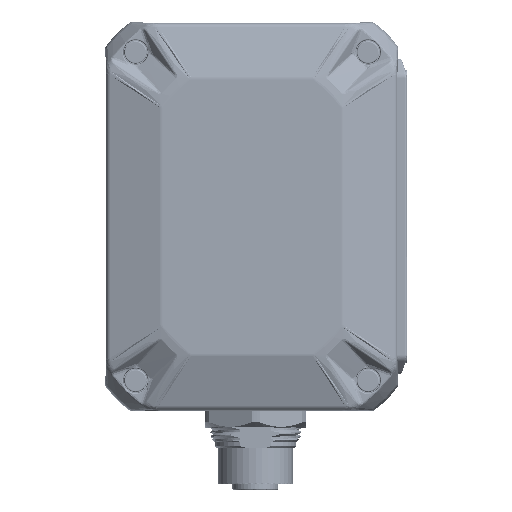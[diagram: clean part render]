
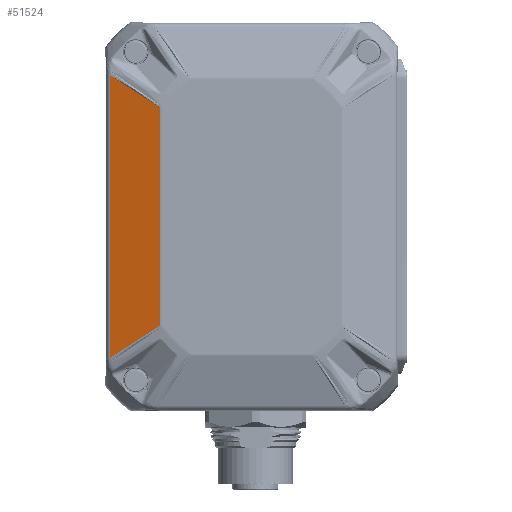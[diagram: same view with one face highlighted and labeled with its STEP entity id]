
A CAD part, left-side view. The second image highlights one B-rep face of the part: STEP entity #51524.
In plain terms, the highlighted cylindrical face has radius 59.763 mm (diameter 119.527 mm), a partial arc.
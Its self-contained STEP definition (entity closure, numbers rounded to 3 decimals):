
#29 = DIRECTION ( 'NONE',  ( 0., 0., -1. ) ) ;
#2009 = DIRECTION ( 'NONE',  ( -1., 0., 0. ) ) ;
#7943 = CARTESIAN_POINT ( 'NONE',  ( -26.888, 23.686, -24.118 ) ) ;
#11842 = CARTESIAN_POINT ( 'NONE',  ( -28.638, 17.72, -20.254 ) ) ;
#21365 = ORIENTED_EDGE ( 'NONE', *, *, #254175, .T. ) ;
#34667 = LINE ( 'NONE', #34753, #254892 ) ;
#34753 = CARTESIAN_POINT ( 'NONE',  ( -28.957, 16.205, -12.601 ) ) ;
#51524 = ADVANCED_FACE ( 'NONE', ( #87644 ), #137457, .T. ) ;
#52851 = EDGE_CURVE ( 'NONE', #157197, #121997, #119295, .T. ) ;
#76565 = CARTESIAN_POINT ( 'NONE',  ( -26.331, 25.149, 25.067 ) ) ;
#87644 = FACE_OUTER_BOUND ( 'NONE', #101544, .T. ) ;
#101544 = EDGE_LOOP ( 'NONE', ( #178223, #135705, #179052, #21365 ) ) ;
#103275 = CARTESIAN_POINT ( 'NONE',  ( -28.957, 16.205, -19.276 ) ) ;
#106918 = CARTESIAN_POINT ( 'NONE',  ( -28.957, 16.205, 19.276 ) ) ;
#119295 = LINE ( 'NONE', #231301, #286088 ) ;
#121997 = VERTEX_POINT ( 'NONE', #177844 ) ;
#122102 = CARTESIAN_POINT ( 'NONE',  ( -27.385, 22.206, -23.161 ) ) ;
#135705 = ORIENTED_EDGE ( 'NONE', *, *, #52851, .T. ) ;
#137457 = CYLINDRICAL_SURFACE ( 'NONE', #195327, 59.763 ) ;
#137945 = CARTESIAN_POINT ( 'NONE',  ( 29.524, 3.892, -12.601 ) ) ;
#152502 = CARTESIAN_POINT ( 'NONE',  ( -28.638, 17.72, 20.254 ) ) ;
#154777 = CARTESIAN_POINT ( 'NONE',  ( -28.957, 16.205, 19.276 ) ) ;
#157197 = VERTEX_POINT ( 'NONE', #76565 ) ;
#176328 = CARTESIAN_POINT ( 'NONE',  ( -26.888, 23.686, 24.118 ) ) ;
#177844 = CARTESIAN_POINT ( 'NONE',  ( -26.331, 25.149, -25.067 ) ) ;
#178223 = ORIENTED_EDGE ( 'NONE', *, *, #266894, .T. ) ;
#179052 = ORIENTED_EDGE ( 'NONE', *, *, #256841, .T. ) ;
#192327 = B_SPLINE_CURVE_WITH_KNOTS ( 'NONE', 3,
 ( #106918, #152502, #238936, #222018, #176328, #245781 ),
 .UNSPECIFIED., .F., .F.,
 ( 4, 2, 4 ),
 ( 0., 0.006, 0.011 ),
 .UNSPECIFIED. ) ;
#192408 = CARTESIAN_POINT ( 'NONE',  ( -28.26, 19.223, -21.229 ) ) ;
#195327 = AXIS2_PLACEMENT_3D ( 'NONE', #137945, #29, #2009 ) ;
#198716 = VERTEX_POINT ( 'NONE', #154777 ) ;
#214314 = CARTESIAN_POINT ( 'NONE',  ( -28.957, 16.205, -19.276 ) ) ;
#215319 = CARTESIAN_POINT ( 'NONE',  ( -26.331, 25.149, -25.067 ) ) ;
#222018 = CARTESIAN_POINT ( 'NONE',  ( -27.385, 22.206, 23.161 ) ) ;
#231301 = CARTESIAN_POINT ( 'NONE',  ( -26.331, 25.149, -12.601 ) ) ;
#238936 = CARTESIAN_POINT ( 'NONE',  ( -28.26, 19.223, 21.229 ) ) ;
#245781 = CARTESIAN_POINT ( 'NONE',  ( -26.331, 25.149, 25.067 ) ) ;
#254175 = EDGE_CURVE ( 'NONE', #260404, #198716, #34667, .T. ) ;
#254892 = VECTOR ( 'NONE', #288760, 1000. ) ;
#256841 = EDGE_CURVE ( 'NONE', #121997, #260404, #282482, .T. ) ;
#260404 = VERTEX_POINT ( 'NONE', #103275 ) ;
#266894 = EDGE_CURVE ( 'NONE', #198716, #157197, #192327, .T. ) ;
#282482 = B_SPLINE_CURVE_WITH_KNOTS ( 'NONE', 3,
 ( #215319, #7943, #122102, #192408, #11842, #214314 ),
 .UNSPECIFIED., .F., .F.,
 ( 4, 2, 4 ),
 ( 0.001, 0.006, 0.012 ),
 .UNSPECIFIED. ) ;
#286088 = VECTOR ( 'NONE', #292693, 1000. ) ;
#288760 = DIRECTION ( 'NONE',  ( 0., 0., 1. ) ) ;
#292693 = DIRECTION ( 'NONE',  ( 0., 0., -1. ) ) ;
